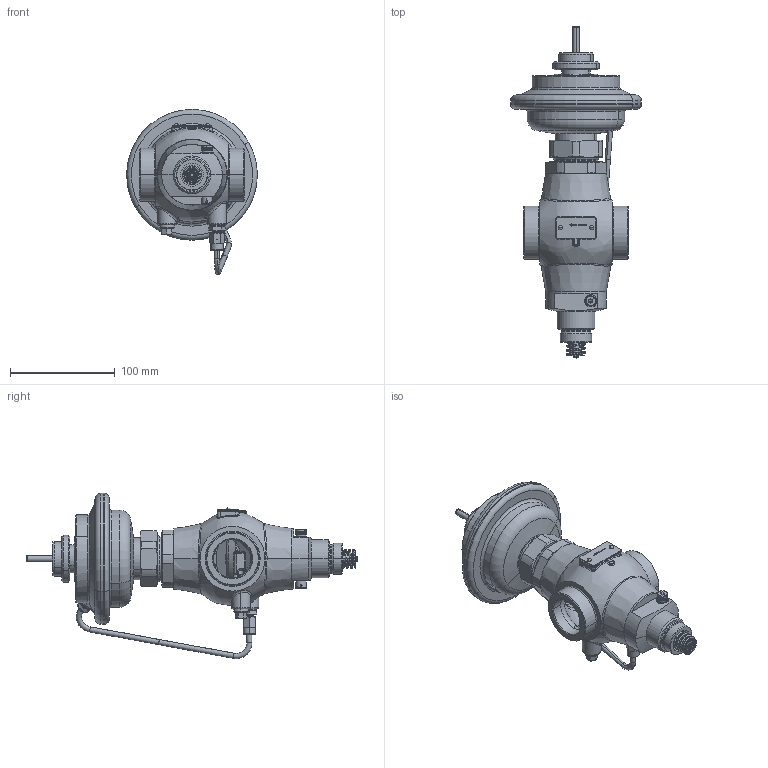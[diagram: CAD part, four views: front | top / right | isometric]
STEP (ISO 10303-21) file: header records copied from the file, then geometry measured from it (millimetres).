
FILE_DESCRIPTION((''),'2;1');
FILE_NAME('003H6777_ASM','2012-06-27T',('u258099'),('Danfoss'),'PRO/ENGINEER BY PARAMETRIC TECHNOLOGY CORPORATION, 2010370','PRO/ENGINEER BY PARAMETRIC TECHNOLOGY CORPORATION, 2010370','');
FILE_SCHEMA(('AUTOMOTIVE_DESIGN { 1 0 10303 214 1 1 1 1 }'));
Products named in the file (31): 8883842_AF0; 8883844_AF0_ASM; 8882046_AF0; 8882038_AF0_ASM; 88810790_ZAVIH_IZVRTAN_AF0; 8883807_AF0; 8890090_AF0; 8883810_AF0; 8883867_AF0; 8881085_AF0; 8883868_AF0; 8883773_AF0_ASM; 8882295_AF0; 8882300_AF0; 8883856_AF0; 5201737; 5201737_AF0; 8882293_AF0; 8502117_AF0; 5201738_AF0; 8882294_AF0; 8882290_AF0_ASM; 8881022; 49763; 88810710; 5191729; 8882005; 5589607; 5184018; 8883540B; 003H6777_ASM
Assembly tree (32 placements, depth 3):
  003H6777_ASM
    8883844_AF0_ASM
      8883842_AF0
    8882038_AF0_ASM
      8882046_AF0
    8883773_AF0_ASM
      88810790_ZAVIH_IZVRTAN_AF0
      8883807_AF0
      8890090_AF0
      8883810_AF0
      8883867_AF0
      8881085_AF0
      8883868_AF0
    8882290_AF0_ASM
      8882295_AF0
      8882300_AF0
      8883856_AF0
      5201737
      5201737_AF0
      8882293_AF0
      8502117_AF0
      5201738_AF0
      8882294_AF0
    8881022
    49763  x2
    88810710
    5191729
    8882005
    5589607  x2
    5184018
    8883540B
Bounding box: 125.18 x 317.7 x 158.12 mm (x, y, z)
Volume: 581146.4 mm3; surface area: 231750.5 mm2
Topology: 28 solids, 28 shells, 1638 faces, 3785 edges, 2289 vertices
Faces by surface type: plane 502, cylinder 481, cone 290, torus 233, bspline 122, sphere 10
Entity records: 65315 total; most frequent: CARTESIAN_POINT 19981, DIRECTION 8025, ORIENTED_EDGE 7506, EDGE_CURVE 3753, AXIS2_PLACEMENT_3D 3377, VERTEX_POINT 2274, CIRCLE 1792, EDGE_LOOP 1783
